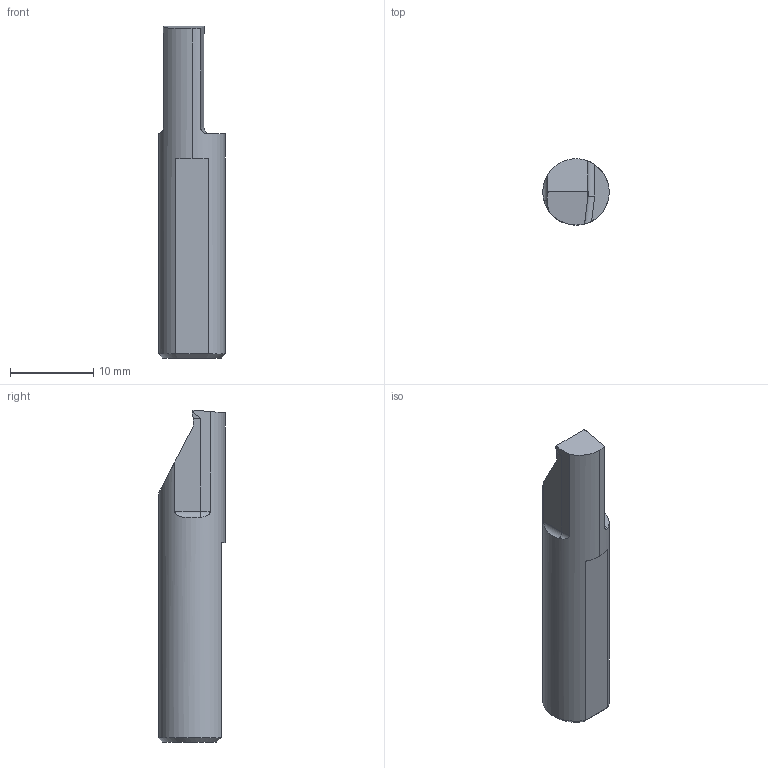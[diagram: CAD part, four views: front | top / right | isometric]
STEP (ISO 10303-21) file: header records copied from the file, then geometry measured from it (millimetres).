
FILE_DESCRIPTION(('no description'),'unknown implementation level');
FILE_NAME('5A7DC913-80FF-45ED-97FE-8C3B0E9132C6_export.stp',' ',('CIMSOURCE GmbH'),('CADClick - KiM GmbH - www.kimweb.de'),'unknown preprocess','ACIS','unknown authorization');
FILE_SCHEMA(('automotive_design'));
Length unit declared in the file: millimetre
Products named in the file (1): Verrundung Freistellung
Bounding box: 7.99 x 8 x 40 mm (x, y, z)
Volume: 1662.6 mm3; surface area: 1004.1 mm2
Topology: 1 solids, 1 shells, 27 faces, 70 edges, 45 vertices
Faces by surface type: plane 15, cylinder 10, cone 2
Entity records: 1683 total; most frequent: CARTESIAN_POINT 232, STYLED_ITEM 143, PRESENTATION_STYLE_ASSIGNMENT 143, COLOUR_RGB 143, ORIENTED_EDGE 140, DIRECTION 125, EDGE_CURVE 70, CURVE_STYLE 70
